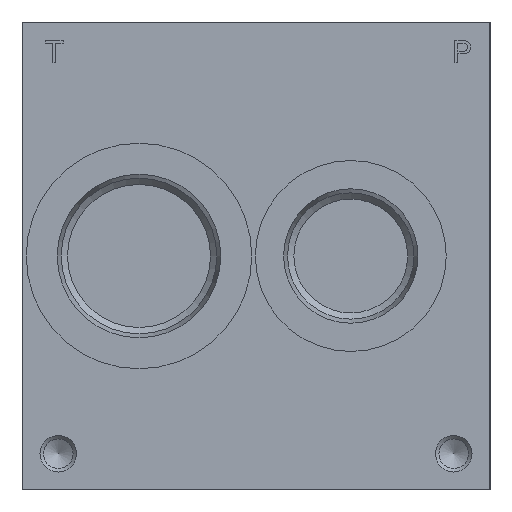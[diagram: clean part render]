
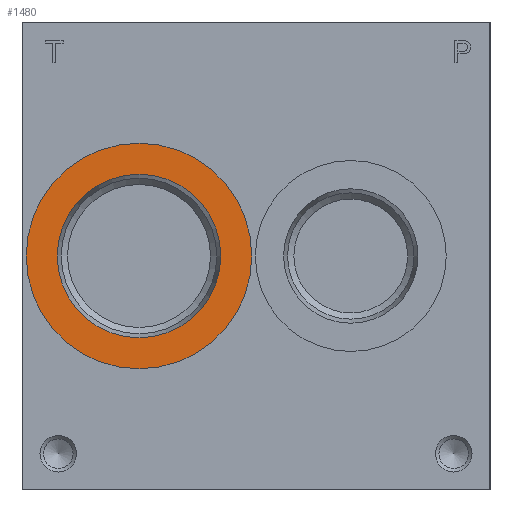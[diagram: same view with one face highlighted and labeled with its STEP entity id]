
A CAD part, left-side view. The second image highlights one B-rep face of the part: STEP entity #1480.
In plain terms, the highlighted planar face has unit normal (-1, 0, 0).
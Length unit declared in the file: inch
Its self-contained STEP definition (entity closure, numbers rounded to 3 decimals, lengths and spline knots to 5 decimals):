
#1480 = ADVANCED_FACE( '', ( #3629, #3630 ), #3631, .T. );
#3629 = FACE_BOUND( '', #6721, .T. );
#3630 = FACE_OUTER_BOUND( '', #6722, .T. );
#3631 = PLANE( '', #6723 );
#6721 = EDGE_LOOP( '', ( #11009 ) );
#6722 = EDGE_LOOP( '', ( #11010 ) );
#6723 = AXIS2_PLACEMENT_3D( '', #11011, #11012, #11013 );
#11009 = ORIENTED_EDGE( '', *, *, #16713, .T. );
#11010 = ORIENTED_EDGE( '', *, *, #16714, .F. );
#11011 = CARTESIAN_POINT( '', ( 0.031, 3.964, 2. ) );
#11012 = DIRECTION( '', ( -1., 0., 0. ) );
#11013 = DIRECTION( '', ( 0., 0., 1. ) );
#16713 = EDGE_CURVE( '', #19982, #19982, #19983, .T. );
#16714 = EDGE_CURVE( '', #19984, #19984, #19985, .T. );
#19982 = VERTEX_POINT( '', #24260 );
#19983 = CIRCLE( '', #24261, 0.699 );
#19984 = VERTEX_POINT( '', #24262 );
#19985 = CIRCLE( '', #24263, 0.964 );
#24260 = CARTESIAN_POINT( '', ( 0.031, 3., 1.301 ) );
#24261 = AXIS2_PLACEMENT_3D( '', #27918, #27919, #27920 );
#24262 = CARTESIAN_POINT( '', ( 0.031, 3., 1.036 ) );
#24263 = AXIS2_PLACEMENT_3D( '', #27921, #27922, #27923 );
#27918 = CARTESIAN_POINT( '', ( 0.031, 3., 2. ) );
#27919 = DIRECTION( '', ( 1., 0., 0. ) );
#27920 = DIRECTION( '', ( 0., 0., -1. ) );
#27921 = CARTESIAN_POINT( '', ( 0.031, 3., 2. ) );
#27922 = DIRECTION( '', ( 1., 0., 0. ) );
#27923 = DIRECTION( '', ( 0., 0., -1. ) );
